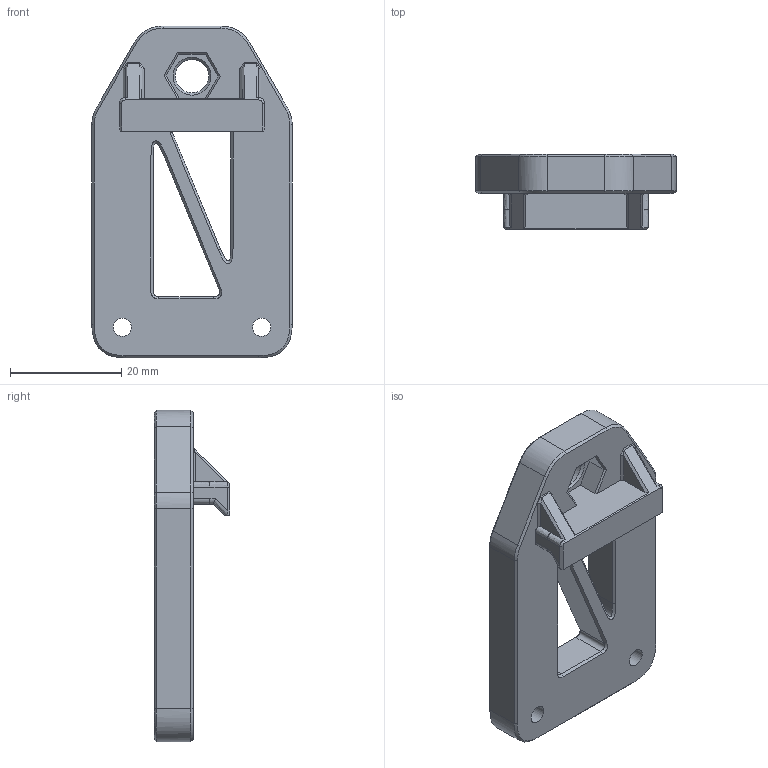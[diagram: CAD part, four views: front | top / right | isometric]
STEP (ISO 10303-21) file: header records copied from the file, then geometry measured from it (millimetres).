
FILE_DESCRIPTION(/* description */ ('STEP AP242','CAx-IF Rec.Pracs.---Representation and Presentation of Product Manufacturing Information (PMI)---4.0---2014-10-13','CAx-IF Rec.Pracs.---3D Tessellated Geometry---0.4---2014-09-14','2;1'),/* implementation_level */ '2;1');
FILE_NAME(/* name */ '6340429d2e6ab355011b6e77',/* time_stamp */ '2022-10-07T15:15:42+00:00',/* author */ (''),/* organization */ (''),/* preprocessor_version */ 'ST-DEVELOPER v18.102',/* originating_system */ ' ',/* authorisation */ ' ');
FILE_SCHEMA (('AP242_MANAGED_MODEL_BASED_3D_ENGINEERING_MIM_LF { 1 0 10303 442 1 1 4 }'));
Length unit declared in the file: metre
Products named in the file (1): 3DFused_Gantry_Mount
Bounding box: 36 x 13.6 x 59.62 mm (x, y, z)
Volume: 11761.3 mm3; surface area: 6048.2 mm2
Topology: 1 solids, 1 shells, 138 faces, 336 edges, 202 vertices
Faces by surface type: plane 74, bspline 49, cylinder 8, cone 7
Full cylindrical faces by diameter (mm): 3.25 x2, 6 x1, 6.25 x2
Entity records: 5361 total; most frequent: CARTESIAN_POINT 2463, ORIENTED_EDGE 648, DIRECTION 441, EDGE_CURVE 324, LINE 221, VECTOR 221, VERTEX_POINT 200, EDGE_LOOP 160
